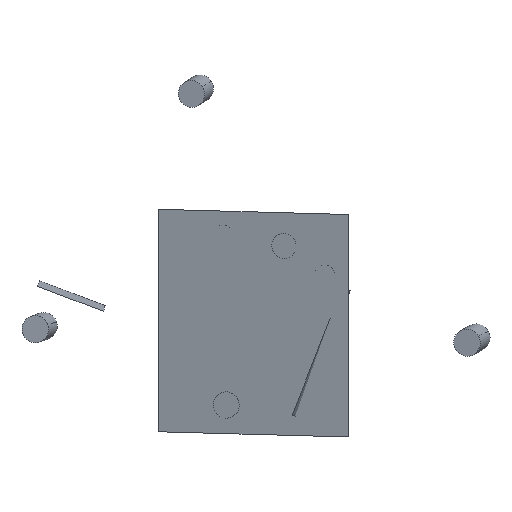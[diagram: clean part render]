
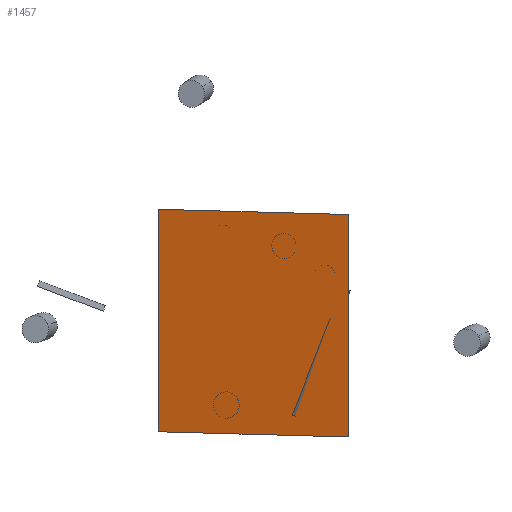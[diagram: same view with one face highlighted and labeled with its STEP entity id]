
A CAD part, left-side view. The second image highlights one B-rep face of the part: STEP entity #1457.
In plain terms, the highlighted free-form (B-spline) face has degree [1, 1] with [2, 2] control points.
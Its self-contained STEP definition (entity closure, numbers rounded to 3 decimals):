
#1457 = ADVANCED_FACE('',(#1458),#1488,.T.);
#1458 = FACE_BOUND('',#1459,.T.);
#1459 = EDGE_LOOP('',(#1460,#1469,#1476,#1483));
#1460 = ORIENTED_EDGE('',*,*,#1461,.T.);
#1461 = EDGE_CURVE('',#1462,#1464,#1466,.T.);
#1462 = VERTEX_POINT('',#1463);
#1463 = CARTESIAN_POINT('',(35.725,-104.631,
    630.821));
#1464 = VERTEX_POINT('',#1465);
#1465 = CARTESIAN_POINT('',(57.375,-6.814,
    633.503));
#1466 = B_SPLINE_CURVE_WITH_KNOTS('',1,(#1467,#1468),.UNSPECIFIED.,.F.,
  .F.,(2,2),(0.,78.3),.PIECEWISE_BEZIER_KNOTS.);
#1467 = CARTESIAN_POINT('',(35.725,-104.631,
    630.821));
#1468 = CARTESIAN_POINT('',(57.375,-6.814,
    633.503));
#1469 = ORIENTED_EDGE('',*,*,#1470,.T.);
#1470 = EDGE_CURVE('',#1464,#1471,#1473,.T.);
#1471 = VERTEX_POINT('',#1472);
#1472 = CARTESIAN_POINT('',(71.584,-6.814,
    518.772));
#1473 = B_SPLINE_CURVE_WITH_KNOTS('',1,(#1474,#1475),.UNSPECIFIED.,.F.,
  .F.,(2,2),(0.,90.322),.PIECEWISE_BEZIER_KNOTS.);
#1474 = CARTESIAN_POINT('',(57.375,-6.814,
    633.503));
#1475 = CARTESIAN_POINT('',(71.584,-6.814,
    518.772));
#1476 = ORIENTED_EDGE('',*,*,#1477,.T.);
#1477 = EDGE_CURVE('',#1471,#1478,#1480,.T.);
#1478 = VERTEX_POINT('',#1479);
#1479 = CARTESIAN_POINT('',(49.935,-104.631,
    516.091));
#1480 = B_SPLINE_CURVE_WITH_KNOTS('',1,(#1481,#1482),.UNSPECIFIED.,.F.,
  .F.,(2,2),(0.,78.3),.PIECEWISE_BEZIER_KNOTS.);
#1481 = CARTESIAN_POINT('',(71.584,-6.814,
    518.772));
#1482 = CARTESIAN_POINT('',(49.935,-104.631,
    516.091));
#1483 = ORIENTED_EDGE('',*,*,#1484,.T.);
#1484 = EDGE_CURVE('',#1478,#1462,#1485,.T.);
#1485 = B_SPLINE_CURVE_WITH_KNOTS('',1,(#1486,#1487),.UNSPECIFIED.,.F.,
  .F.,(2,2),(0.,90.322),.PIECEWISE_BEZIER_KNOTS.);
#1486 = CARTESIAN_POINT('',(49.935,-104.631,
    516.091));
#1487 = CARTESIAN_POINT('',(35.725,-104.631,
    630.821));
#1488 = B_SPLINE_SURFACE_WITH_KNOTS('',1,1,(
    (#1489,#1490)
    ,(#1491,#1492
    )),.UNSPECIFIED.,.F.,.F.,.F.,(2,2),(2,2),(-2.151,
    88.171),(-1.864,76.436),
  .PIECEWISE_BEZIER_KNOTS.);
#1489 = CARTESIAN_POINT('',(57.375,-6.814,
    633.503));
#1490 = CARTESIAN_POINT('',(35.725,-104.631,
    630.821));
#1491 = CARTESIAN_POINT('',(71.584,-6.814,
    518.772));
#1492 = CARTESIAN_POINT('',(49.935,-104.631,
    516.091));
